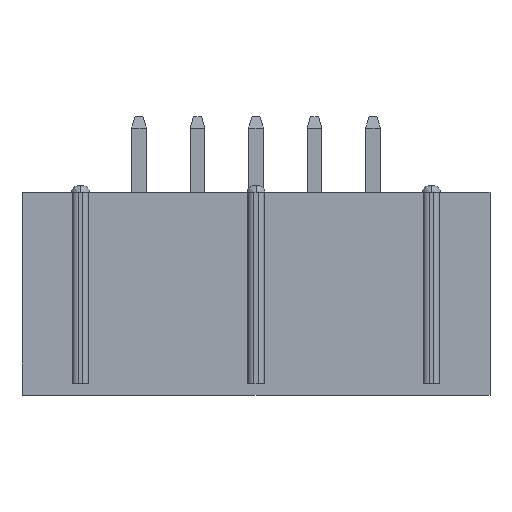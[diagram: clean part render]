
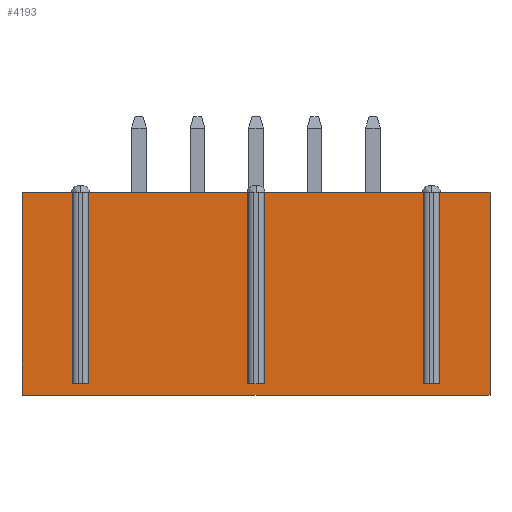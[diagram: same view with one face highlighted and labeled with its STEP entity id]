
A CAD part, top view. The second image highlights one B-rep face of the part: STEP entity #4193.
In plain terms, the highlighted planar face has unit normal (0, 0, 1).
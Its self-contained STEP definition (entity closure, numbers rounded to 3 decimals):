
#727=DIRECTION('',(0.,1.,0.));
#728=VECTOR('',#727,8.3);
#729=CARTESIAN_POINT('',(18.13,0.5,4.375));
#730=LINE('3781',#729,#728);
#731=DIRECTION('',(1.,0.,0.));
#732=VECTOR('',#731,2.19);
#733=CARTESIAN_POINT('',(18.13,8.8,4.375));
#734=LINE('3775',#733,#732);
#735=DIRECTION('',(0.,-1.,0.));
#736=VECTOR('',#735,8.8);
#737=CARTESIAN_POINT('',(20.32,8.8,4.375));
#738=LINE('3773',#737,#736);
#739=DIRECTION('',(-1.,0.,0.));
#740=VECTOR('',#739,20.32);
#741=CARTESIAN_POINT('',(20.32,0.,4.375));
#742=LINE('3771',#741,#740);
#743=DIRECTION('',(0.,1.,0.));
#744=VECTOR('',#743,8.8);
#745=CARTESIAN_POINT('',(0.,0.,4.375));
#746=LINE('3767',#745,#744);
#747=DIRECTION('',(1.,0.,0.));
#748=VECTOR('',#747,2.19);
#749=CARTESIAN_POINT('',(0.,8.8,4.375));
#750=LINE('3779',#749,#748);
#751=DIRECTION('',(0.,-1.,0.));
#752=VECTOR('',#751,8.3);
#753=CARTESIAN_POINT('',(2.19,8.8,4.375));
#754=LINE('3765',#753,#752);
#755=DIRECTION('',(1.,0.,0.));
#756=VECTOR('',#755,0.7);
#757=CARTESIAN_POINT('',(2.19,0.5,4.375));
#758=LINE('3763',#757,#756);
#759=DIRECTION('',(0.,1.,0.));
#760=VECTOR('',#759,8.3);
#761=CARTESIAN_POINT('',(2.89,0.5,4.375));
#762=LINE('3761',#761,#760);
#763=DIRECTION('',(1.,0.,0.));
#764=VECTOR('',#763,6.92);
#765=CARTESIAN_POINT('',(2.89,8.8,4.375));
#766=LINE('3778',#765,#764);
#767=DIRECTION('',(0.,-1.,0.));
#768=VECTOR('',#767,8.3);
#769=CARTESIAN_POINT('',(9.81,8.8,4.375));
#770=LINE('3758',#769,#768);
#771=DIRECTION('',(1.,0.,0.));
#772=VECTOR('',#771,0.7);
#773=CARTESIAN_POINT('',(9.81,0.5,4.375));
#774=LINE('3756',#773,#772);
#775=DIRECTION('',(0.,1.,0.));
#776=VECTOR('',#775,8.3);
#777=CARTESIAN_POINT('',(10.51,0.5,4.375));
#778=LINE('3754',#777,#776);
#779=DIRECTION('',(1.,0.,0.));
#780=VECTOR('',#779,6.92);
#781=CARTESIAN_POINT('',(10.51,8.8,4.375));
#782=LINE('3777',#781,#780);
#783=DIRECTION('',(0.,-1.,0.));
#784=VECTOR('',#783,8.3);
#785=CARTESIAN_POINT('',(17.43,8.8,4.375));
#786=LINE('3751',#785,#784);
#787=DIRECTION('',(1.,0.,0.));
#788=VECTOR('',#787,0.7);
#789=CARTESIAN_POINT('',(17.43,0.5,4.375));
#790=LINE('3782',#789,#788);
#3123=CARTESIAN_POINT('',(17.43,8.8,4.375));
#3124=VERTEX_POINT('',#3123);
#3125=CARTESIAN_POINT('',(17.43,0.5,4.375));
#3126=VERTEX_POINT('',#3125);
#3127=CARTESIAN_POINT('',(10.51,0.5,4.375));
#3128=VERTEX_POINT('',#3127);
#3129=CARTESIAN_POINT('',(10.51,8.8,4.375));
#3130=VERTEX_POINT('',#3129);
#3131=CARTESIAN_POINT('',(9.81,0.5,4.375));
#3132=VERTEX_POINT('',#3131);
#3133=CARTESIAN_POINT('',(9.81,8.8,4.375));
#3134=VERTEX_POINT('',#3133);
#3135=CARTESIAN_POINT('',(2.89,0.5,4.375));
#3136=VERTEX_POINT('',#3135);
#3137=CARTESIAN_POINT('',(2.89,8.8,4.375));
#3138=VERTEX_POINT('',#3137);
#3139=CARTESIAN_POINT('',(2.19,0.5,4.375));
#3140=VERTEX_POINT('',#3139);
#3141=CARTESIAN_POINT('',(2.19,8.8,4.375));
#3142=VERTEX_POINT('',#3141);
#3143=CARTESIAN_POINT('',(0.,8.8,4.375));
#3144=VERTEX_POINT('',#3143);
#3145=CARTESIAN_POINT('',(0.,0.,4.375));
#3146=VERTEX_POINT('',#3145);
#3147=CARTESIAN_POINT('',(20.32,0.,4.375));
#3148=VERTEX_POINT('',#3147);
#3149=CARTESIAN_POINT('',(20.32,8.8,4.375));
#3150=VERTEX_POINT('',#3149);
#3151=CARTESIAN_POINT('',(18.13,8.8,4.375));
#3152=VERTEX_POINT('',#3151);
#3153=CARTESIAN_POINT('',(18.13,0.5,4.375));
#3154=VERTEX_POINT('',#3153);
#4161=CARTESIAN_POINT('',(10.16,4.4,4.375));
#4162=DIRECTION('',(0.,0.,1.));
#4163=DIRECTION('',(1.,0.,0.));
#4164=AXIS2_PLACEMENT_3D('',#4161,#4162,#4163);
#4165=PLANE('3242',#4164);
#4167=ORIENTED_EDGE('3781',*,*,#4166,.T.);
#4168=ORIENTED_EDGE('3775',*,*,#3426,.T.);
#4169=ORIENTED_EDGE('3773',*,*,#4070,.T.);
#4170=ORIENTED_EDGE('3771',*,*,#3768,.T.);
#4171=ORIENTED_EDGE('3767',*,*,#3647,.T.);
#4172=ORIENTED_EDGE('3779',*,*,#3462,.T.);
#4174=ORIENTED_EDGE('3765',*,*,#4173,.T.);
#4176=ORIENTED_EDGE('3763',*,*,#4175,.T.);
#4178=ORIENTED_EDGE('3761',*,*,#4177,.T.);
#4179=ORIENTED_EDGE('3778',*,*,#3450,.T.);
#4181=ORIENTED_EDGE('3758',*,*,#4180,.T.);
#4183=ORIENTED_EDGE('3756',*,*,#4182,.T.);
#4185=ORIENTED_EDGE('3754',*,*,#4184,.T.);
#4186=ORIENTED_EDGE('3777',*,*,#3438,.T.);
#4188=ORIENTED_EDGE('3751',*,*,#4187,.T.);
#4190=ORIENTED_EDGE('3782',*,*,#4189,.T.);
#4191=EDGE_LOOP('3242',(#4167,#4168,#4169,#4170,#4171,#4172,#4174,#4176,#4178,
#4179,#4181,#4183,#4185,#4186,#4188,#4190));
#4192=FACE_OUTER_BOUND('3242',#4191,.F.);
#4193=ADVANCED_FACE('3242',(#4192),#4165,.T.);
#3426=EDGE_CURVE('3775',#3152,#3150,#734,.T.);
#3438=EDGE_CURVE('3777',#3130,#3124,#782,.T.);
#3450=EDGE_CURVE('3778',#3138,#3134,#766,.T.);
#3462=EDGE_CURVE('3779',#3144,#3142,#750,.T.);
#3647=EDGE_CURVE('3767',#3146,#3144,#746,.T.);
#3768=EDGE_CURVE('3771',#3148,#3146,#742,.T.);
#4070=EDGE_CURVE('3773',#3150,#3148,#738,.T.);
#4166=EDGE_CURVE('3781',#3154,#3152,#730,.T.);
#4173=EDGE_CURVE('3765',#3142,#3140,#754,.T.);
#4175=EDGE_CURVE('3763',#3140,#3136,#758,.T.);
#4177=EDGE_CURVE('3761',#3136,#3138,#762,.T.);
#4180=EDGE_CURVE('3758',#3134,#3132,#770,.T.);
#4182=EDGE_CURVE('3756',#3132,#3128,#774,.T.);
#4184=EDGE_CURVE('3754',#3128,#3130,#778,.T.);
#4187=EDGE_CURVE('3751',#3124,#3126,#786,.T.);
#4189=EDGE_CURVE('3782',#3126,#3154,#790,.T.);
